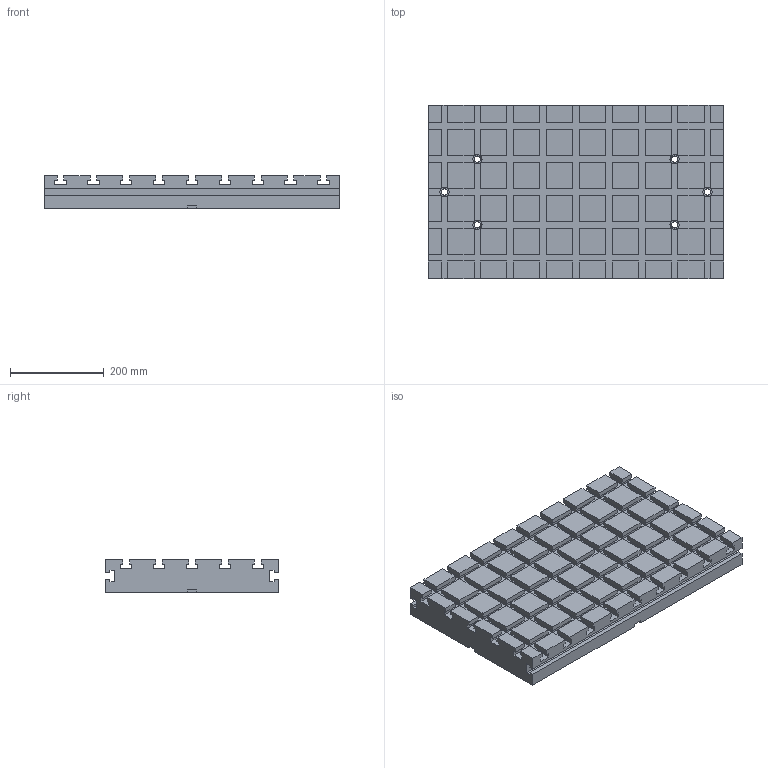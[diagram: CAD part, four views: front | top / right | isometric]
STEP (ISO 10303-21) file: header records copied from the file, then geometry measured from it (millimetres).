
FILE_DESCRIPTION(('STEP AP214'),'1');
FILE_NAME(' ',' ',('TraceParts'),('TraceParts S.A.'),'XStep 1.0',' ',' ');
FILE_SCHEMA(('automotive_design'));
Length unit declared in the file: millimetre
Products named in the file (1): 1
Bounding box: 630 x 370 x 70 mm (x, y, z)
Volume: 13592595.8 mm3; surface area: 975227.2 mm2
Topology: 1 solids, 1 shells, 610 faces, 1608 edges, 1072 vertices
Faces by surface type: plane 582, cylinder 28
Entity records: 36816 total; most frequent: STYLED_ITEM 3291, PRESENTATION_STYLE_ASSIGNMENT 3291, CARTESIAN_POINT 3291, COLOUR_RGB 3291, ORIENTED_EDGE 3216, DIRECTION 2886, EDGE_CURVE 1608, CURVE_STYLE 1608
